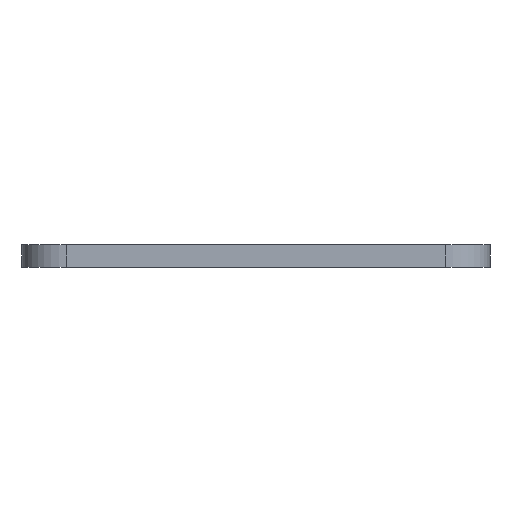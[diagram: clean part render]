
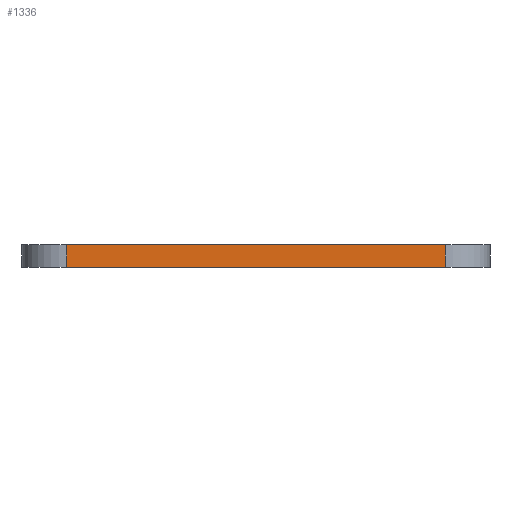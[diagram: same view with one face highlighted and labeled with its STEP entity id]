
A CAD part, left-side view. The second image highlights one B-rep face of the part: STEP entity #1336.
In plain terms, the highlighted planar face has unit normal (-1, 0, 0).
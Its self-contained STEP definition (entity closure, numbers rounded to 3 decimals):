
#102=PLANE('',#1508);
#164=FACE_OUTER_BOUND('',#264,.T.);
#264=EDGE_LOOP('',(#1161,#1162,#1163,#1164));
#319=LINE('',#1964,#403);
#336=LINE('',#2088,#420);
#337=LINE('',#2092,#421);
#387=LINE('',#2272,#471);
#403=VECTOR('',#1557,10.);
#420=VECTOR('',#1680,10.);
#421=VECTOR('',#1685,10.);
#471=VECTOR('',#1907,10.);
#588=VERTEX_POINT('',#1961);
#589=VERTEX_POINT('',#1963);
#643=VERTEX_POINT('',#2086);
#644=VERTEX_POINT('',#2090);
#712=EDGE_CURVE('',#588,#589,#319,.T.);
#775=EDGE_CURVE('',#643,#588,#336,.T.);
#777=EDGE_CURVE('',#589,#644,#337,.T.);
#867=EDGE_CURVE('',#644,#643,#387,.T.);
#1161=ORIENTED_EDGE('',*,*,#775,.F.);
#1162=ORIENTED_EDGE('',*,*,#867,.F.);
#1163=ORIENTED_EDGE('',*,*,#777,.F.);
#1164=ORIENTED_EDGE('',*,*,#712,.F.);
#1336=ADVANCED_FACE('',(#164),#102,.T.);
#1508=AXIS2_PLACEMENT_3D('',#2271,#1905,#1906);
#1557=DIRECTION('',(0.,1.,0.));
#1680=DIRECTION('',(0.,0.,-1.));
#1685=DIRECTION('',(0.,0.,1.));
#1905=DIRECTION('center_axis',(-1.,0.,0.));
#1906=DIRECTION('ref_axis',(0.,-1.,0.));
#1907=DIRECTION('',(0.,-1.,0.));
#1961=CARTESIAN_POINT('',(-75.,-42.5,0.));
#1963=CARTESIAN_POINT('',(-75.,42.5,0.));
#1964=CARTESIAN_POINT('',(-75.,-52.5,0.));
#2086=CARTESIAN_POINT('',(-75.,-42.5,5.));
#2088=CARTESIAN_POINT('',(-75.,-42.5,0.));
#2090=CARTESIAN_POINT('',(-75.,42.5,5.));
#2092=CARTESIAN_POINT('',(-75.,42.5,0.));
#2271=CARTESIAN_POINT('Origin',(-75.,52.5,0.));
#2272=CARTESIAN_POINT('',(-75.,-52.5,5.));
